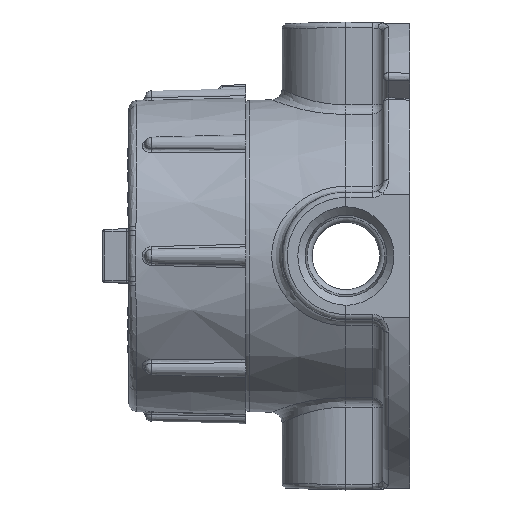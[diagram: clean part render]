
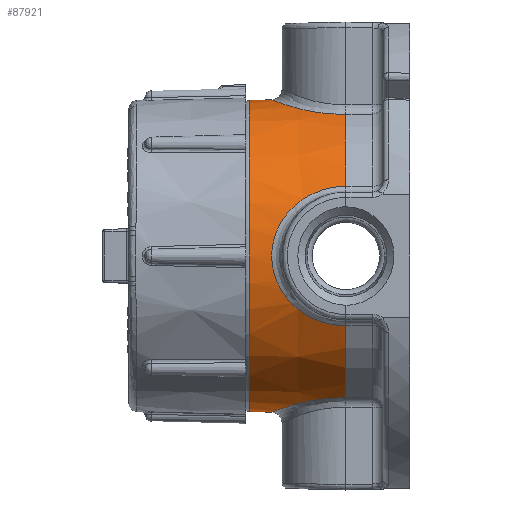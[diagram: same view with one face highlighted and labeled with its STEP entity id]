
A CAD part, left-side view. The second image highlights one B-rep face of the part: STEP entity #87921.
In plain terms, the highlighted conical face has half-angle 1.5 degrees and reference radius 47.204 mm.
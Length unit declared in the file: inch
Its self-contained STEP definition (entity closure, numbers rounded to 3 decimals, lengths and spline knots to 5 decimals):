
#2469=B_SPLINE_CURVE_WITH_KNOTS('',3,(#121846,#121847,#121848,#121849,#121850,
#121851,#121852,#121853,#121854,#121855,#121856),.UNSPECIFIED.,.F.,.F.,
(4,1,1,1,1,1,1,1,4),(-7.31942,-6.3253,-5.3229,
-4.32049,-3.31808,-2.31567,-1.31326,
-0.81206,-0.31914),.UNSPECIFIED.);
#2470=B_SPLINE_CURVE_WITH_KNOTS('',3,(#121860,#121861,#121862,#121863,#121864,
#121865,#121866,#121867),.UNSPECIFIED.,.F.,.F.,(4,1,1,1,1,4),(-3.81868,
-3.31741,-2.315,-1.31259,-0.81138,
-0.31847),.UNSPECIFIED.);
#2471=B_SPLINE_CURVE_WITH_KNOTS('',3,(#121870,#121871,#121872,#121873,#121874,
#121875,#121876),.UNSPECIFIED.,.F.,.F.,(4,1,1,1,4),(-7.31875,-6.32463,
-5.32222,-4.31981,-3.81868),.UNSPECIFIED.);
#2472=B_SPLINE_CURVE_WITH_KNOTS('',3,(#121880,#121881,#121882,#121883,#121884,
#121885,#121886,#121887,#121888,#121889),.UNSPECIFIED.,.F.,.F.,(4,1,1,1,
1,1,1,4),(-7.31942,-6.3253,-5.3229,-4.32049,
-3.31808,-2.31567,-1.31326,-0.31914),
 .UNSPECIFIED.);
#2473=B_SPLINE_CURVE_WITH_KNOTS('',3,(#121893,#121894,#121895,#121896,#121897,
#121898,#121899,#121900,#121901,#121902,#121903),.UNSPECIFIED.,.F.,.F.,
(4,1,1,1,1,1,1,1,4),(-7.31942,-6.3253,-5.3229,
-4.32049,-3.31808,-2.31567,-1.31326,
-0.81206,-0.31914),.UNSPECIFIED.);
#9758=FACE_OUTER_BOUND('',#14729,.T.);
#14729=EDGE_LOOP('',(#64453,#64454,#64455,#64456,#64457,#64458,#64459,#64460,
#64461,#64462,#64463,#64464,#64465));
#20513=LINE('',#121868,#29832);
#29832=VECTOR('',#98304,1.85844);
#38088=CIRCLE('',#92841,1.82872);
#38089=CIRCLE('',#92842,1.82872);
#38090=CIRCLE('',#92844,1.85844);
#38091=CIRCLE('',#92845,1.85844);
#38092=CIRCLE('',#92846,1.85844);
#38093=CIRCLE('',#92847,1.85844);
#39587=VERTEX_POINT('',#121838);
#39588=VERTEX_POINT('',#121840);
#39589=VERTEX_POINT('',#121844);
#39590=VERTEX_POINT('',#121845);
#39591=VERTEX_POINT('',#121857);
#39592=VERTEX_POINT('',#121859);
#39593=VERTEX_POINT('',#121869);
#39594=VERTEX_POINT('',#121877);
#39595=VERTEX_POINT('',#121879);
#39596=VERTEX_POINT('',#121890);
#39597=VERTEX_POINT('',#121892);
#49131=EDGE_CURVE('',#39587,#39588,#38088,.T.);
#49132=EDGE_CURVE('',#39588,#39587,#38089,.T.);
#49133=EDGE_CURVE('',#39589,#39590,#2469,.T.);
#49134=EDGE_CURVE('',#39591,#39589,#38090,.T.);
#49135=EDGE_CURVE('',#39592,#39591,#2470,.T.);
#49136=EDGE_CURVE('',#39592,#39588,#20513,.T.);
#49137=EDGE_CURVE('',#39593,#39592,#2471,.T.);
#49138=EDGE_CURVE('',#39594,#39593,#38091,.T.);
#49139=EDGE_CURVE('',#39595,#39594,#2472,.T.);
#49140=EDGE_CURVE('',#39596,#39595,#38092,.T.);
#49141=EDGE_CURVE('',#39597,#39596,#2473,.T.);
#49142=EDGE_CURVE('',#39590,#39597,#38093,.T.);
#64453=ORIENTED_EDGE('',*,*,#49133,.F.);
#64454=ORIENTED_EDGE('',*,*,#49134,.F.);
#64455=ORIENTED_EDGE('',*,*,#49135,.F.);
#64456=ORIENTED_EDGE('',*,*,#49136,.T.);
#64457=ORIENTED_EDGE('',*,*,#49131,.F.);
#64458=ORIENTED_EDGE('',*,*,#49132,.F.);
#64459=ORIENTED_EDGE('',*,*,#49136,.F.);
#64460=ORIENTED_EDGE('',*,*,#49137,.F.);
#64461=ORIENTED_EDGE('',*,*,#49138,.F.);
#64462=ORIENTED_EDGE('',*,*,#49139,.F.);
#64463=ORIENTED_EDGE('',*,*,#49140,.F.);
#64464=ORIENTED_EDGE('',*,*,#49141,.F.);
#64465=ORIENTED_EDGE('',*,*,#49142,.F.);
#87167=CONICAL_SURFACE('',#92843,1.85844,0.026);
#87921=ADVANCED_FACE('',(#9758),#87167,.T.);
#92841=AXIS2_PLACEMENT_3D('',#121841,#98296,#98297);
#92842=AXIS2_PLACEMENT_3D('',#121842,#98298,#98299);
#92843=AXIS2_PLACEMENT_3D('',#121843,#98300,#98301);
#92844=AXIS2_PLACEMENT_3D('',#121858,#98302,#98303);
#92845=AXIS2_PLACEMENT_3D('',#121878,#98305,#98306);
#92846=AXIS2_PLACEMENT_3D('',#121891,#98307,#98308);
#92847=AXIS2_PLACEMENT_3D('',#121904,#98309,#98310);
#98296=DIRECTION('center_axis',(0.,1.,0.));
#98297=DIRECTION('ref_axis',(-1.,0.,0.));
#98298=DIRECTION('center_axis',(0.,1.,0.));
#98299=DIRECTION('ref_axis',(-1.,0.,0.));
#98300=DIRECTION('center_axis',(0.,-1.,0.));
#98301=DIRECTION('ref_axis',(1.,0.,0.));
#98302=DIRECTION('center_axis',(0.,-1.,0.));
#98303=DIRECTION('ref_axis',(1.,0.,0.));
#98304=DIRECTION('',(0.026,1.,0.));
#98305=DIRECTION('center_axis',(0.,-1.,0.));
#98306=DIRECTION('ref_axis',(1.,0.,0.));
#98307=DIRECTION('center_axis',(0.,-1.,0.));
#98308=DIRECTION('ref_axis',(1.,0.,0.));
#98309=DIRECTION('center_axis',(0.,-1.,0.));
#98310=DIRECTION('ref_axis',(1.,0.,0.));
#121838=CARTESIAN_POINT('',(1.82872,1.88473,0.));
#121840=CARTESIAN_POINT('',(-1.82872,1.88473,0.));
#121841=CARTESIAN_POINT('Origin',(0.,1.88473,0.));
#121842=CARTESIAN_POINT('Origin',(0.,1.88473,0.));
#121843=CARTESIAN_POINT('Origin',(0.,0.75,0.));
#121844=CARTESIAN_POINT('',(-0.81987,0.75,-1.66781));
#121845=CARTESIAN_POINT('',(0.81986,0.75,-1.66782));
#121846=CARTESIAN_POINT('Ctrl Pts',(-0.81987,0.75,
-1.66782));
#121847=CARTESIAN_POINT('Ctrl Pts',(-0.8193,0.88084,
-1.66429));
#121848=CARTESIAN_POINT('Ctrl Pts',(-0.76112,1.14406,
-1.68686));
#121849=CARTESIAN_POINT('Ctrl Pts',(-0.52882,1.45229,
-1.77106));
#121850=CARTESIAN_POINT('Ctrl Pts',(-0.19206,1.6288,
-1.83812));
#121851=CARTESIAN_POINT('Ctrl Pts',(0.19211,1.629,
-1.83842));
#121852=CARTESIAN_POINT('Ctrl Pts',(0.52895,1.45223,-1.77078));
#121853=CARTESIAN_POINT('Ctrl Pts',(0.72268,1.19478,
-1.70102));
#121854=CARTESIAN_POINT('Ctrl Pts',(0.80524,0.94618,
-1.66938));
#121855=CARTESIAN_POINT('Ctrl Pts',(0.81959,0.81488,
-1.66606));
#121856=CARTESIAN_POINT('Ctrl Pts',(0.81987,0.75,
-1.66782));
#121857=CARTESIAN_POINT('',(-1.66782,0.75,-0.81986));
#121858=CARTESIAN_POINT('Origin',(0.,0.75,0.));
#121859=CARTESIAN_POINT('',(-1.83561,1.62173,0.));
#121860=CARTESIAN_POINT('Ctrl Pts',(-1.83547,1.62154,
0.));
#121861=CARTESIAN_POINT('Ctrl Pts',(-1.83549,1.62156,-0.06206));
#121862=CARTESIAN_POINT('Ctrl Pts',(-1.82715,1.59954,
-0.24824));
#121863=CARTESIAN_POINT('Ctrl Pts',(-1.77078,1.45223,
-0.52895));
#121864=CARTESIAN_POINT('Ctrl Pts',(-1.70102,1.19478,
-0.72268));
#121865=CARTESIAN_POINT('Ctrl Pts',(-1.66938,0.94618,
-0.80524));
#121866=CARTESIAN_POINT('Ctrl Pts',(-1.66606,0.81488,
-0.81959));
#121867=CARTESIAN_POINT('Ctrl Pts',(-1.66782,0.75,
-0.81987));
#121868=CARTESIAN_POINT('',(-1.85844,0.75,0.));
#121869=CARTESIAN_POINT('',(-1.66781,0.75,0.81987));
#121870=CARTESIAN_POINT('Ctrl Pts',(-1.66782,0.75,
0.81987));
#121871=CARTESIAN_POINT('Ctrl Pts',(-1.66429,0.88084,
0.8193));
#121872=CARTESIAN_POINT('Ctrl Pts',(-1.68686,1.14407,
0.76112));
#121873=CARTESIAN_POINT('Ctrl Pts',(-1.77106,1.45229,
0.52882));
#121874=CARTESIAN_POINT('Ctrl Pts',(-1.82694,1.59937,
0.24819));
#121875=CARTESIAN_POINT('Ctrl Pts',(-1.83544,1.62152,
0.06205));
#121876=CARTESIAN_POINT('Ctrl Pts',(-1.83547,1.62154,
0.));
#121877=CARTESIAN_POINT('',(-0.81986,0.75,1.66782));
#121878=CARTESIAN_POINT('Origin',(0.,0.75,0.));
#121879=CARTESIAN_POINT('',(0.81987,0.75,1.66781));
#121880=CARTESIAN_POINT('Ctrl Pts',(0.81987,0.75,
1.66782));
#121881=CARTESIAN_POINT('Ctrl Pts',(0.8193,0.88084,
1.66429));
#121882=CARTESIAN_POINT('Ctrl Pts',(0.76113,1.14406,
1.68687));
#121883=CARTESIAN_POINT('Ctrl Pts',(0.5288,1.45229,
1.77104));
#121884=CARTESIAN_POINT('Ctrl Pts',(0.19209,1.62879,1.83816));
#121885=CARTESIAN_POINT('Ctrl Pts',(-0.19217,1.62902,
1.83835));
#121886=CARTESIAN_POINT('Ctrl Pts',(-0.52882,1.45221,
1.77096));
#121887=CARTESIAN_POINT('Ctrl Pts',(-0.76118,1.14408,
1.68689));
#121888=CARTESIAN_POINT('Ctrl Pts',(-0.8193,0.88084,
1.66429));
#121889=CARTESIAN_POINT('Ctrl Pts',(-0.81987,0.75,
1.66782));
#121890=CARTESIAN_POINT('',(1.66782,0.75,0.81986));
#121891=CARTESIAN_POINT('Origin',(0.,0.75,0.));
#121892=CARTESIAN_POINT('',(1.66781,0.75,-0.81987));
#121893=CARTESIAN_POINT('Ctrl Pts',(1.66782,0.75,-0.81987));
#121894=CARTESIAN_POINT('Ctrl Pts',(1.66429,0.88084,
-0.8193));
#121895=CARTESIAN_POINT('Ctrl Pts',(1.68686,1.14406,-0.76112));
#121896=CARTESIAN_POINT('Ctrl Pts',(1.77106,1.45229,-0.52882));
#121897=CARTESIAN_POINT('Ctrl Pts',(1.83812,1.6288,-0.19206));
#121898=CARTESIAN_POINT('Ctrl Pts',(1.83842,1.629,0.19211));
#121899=CARTESIAN_POINT('Ctrl Pts',(1.77078,1.45223,0.52895));
#121900=CARTESIAN_POINT('Ctrl Pts',(1.70102,1.19478,0.72268));
#121901=CARTESIAN_POINT('Ctrl Pts',(1.66938,0.94618,
0.80524));
#121902=CARTESIAN_POINT('Ctrl Pts',(1.66606,0.81488,
0.81959));
#121903=CARTESIAN_POINT('Ctrl Pts',(1.66782,0.75,
0.81987));
#121904=CARTESIAN_POINT('Origin',(0.,0.75,0.));
